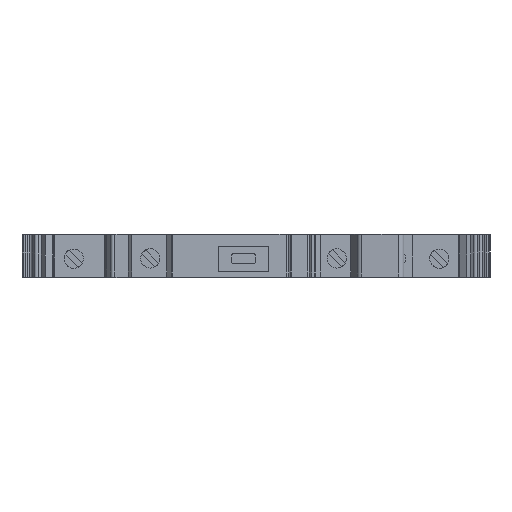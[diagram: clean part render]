
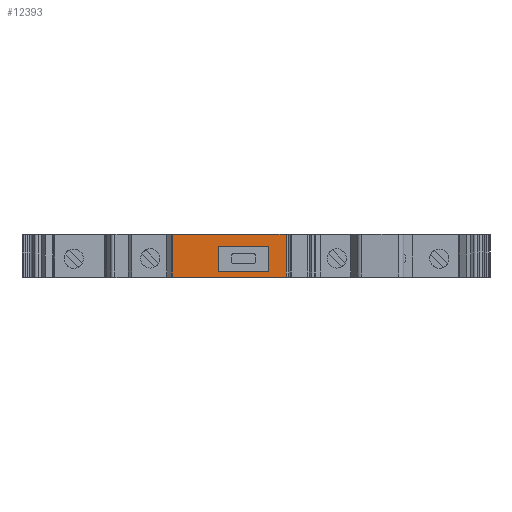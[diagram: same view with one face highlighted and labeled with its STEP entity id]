
A CAD part, top view. The second image highlights one B-rep face of the part: STEP entity #12393.
In plain terms, the highlighted planar face has unit normal (0, 0, 1).
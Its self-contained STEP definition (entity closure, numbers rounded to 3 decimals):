
#12 = DIRECTION ( 'NONE',  ( 0., 1., 0. ) ) ;
#219 = VECTOR ( 'NONE', #6659, 1000. ) ;
#382 = DIRECTION ( 'NONE',  ( 0., 0., 1. ) ) ;
#464 = ORIENTED_EDGE ( 'NONE', *, *, #15044, .T. ) ;
#562 = FACE_BOUND ( 'NONE', #30374, .T. ) ;
#1566 = CARTESIAN_POINT ( 'NONE',  ( -12.677, 1.1, 57.925 ) ) ;
#2851 = DIRECTION ( 'NONE',  ( -1., 0., 0. ) ) ;
#3029 = LINE ( 'NONE', #26484, #22865 ) ;
#3269 = VERTEX_POINT ( 'NONE', #5757 ) ;
#3606 = CARTESIAN_POINT ( 'NONE',  ( -22.201, 5.8, 57.925 ) ) ;
#3869 = CARTESIAN_POINT ( 'NONE',  ( -9.476, 0., 57.925 ) ) ;
#4117 = DIRECTION ( 'NONE',  ( 0., -1., 0. ) ) ;
#4262 = EDGE_CURVE ( 'NONE', #12222, #31536, #12367, .T. ) ;
#4450 = CARTESIAN_POINT ( 'NONE',  ( -12.677, 5.8, 57.925 ) ) ;
#4679 = ORIENTED_EDGE ( 'NONE', *, *, #19752, .F. ) ;
#5322 = VERTEX_POINT ( 'NONE', #11951 ) ;
#5757 = CARTESIAN_POINT ( 'NONE',  ( -30.801, 0., 57.924 ) ) ;
#6141 = PLANE ( 'NONE',  #15254 ) ;
#6659 = DIRECTION ( 'NONE',  ( 0., -1., 0. ) ) ;
#7666 = VERTEX_POINT ( 'NONE', #3869 ) ;
#8085 = ORIENTED_EDGE ( 'NONE', *, *, #18296, .T. ) ;
#8811 = CARTESIAN_POINT ( 'NONE',  ( -30.321, 8., 57.924 ) ) ;
#8931 = CARTESIAN_POINT ( 'NONE',  ( -4.556, 8., 57.925 ) ) ;
#9650 = CARTESIAN_POINT ( 'NONE',  ( -12.677, 5.8, 57.925 ) ) ;
#10810 = CARTESIAN_POINT ( 'NONE',  ( -22.201, 1.1, 57.925 ) ) ;
#11210 = ORIENTED_EDGE ( 'NONE', *, *, #4262, .T. ) ;
#11600 = VECTOR ( 'NONE', #4117, 1000. ) ;
#11951 = CARTESIAN_POINT ( 'NONE',  ( -12.677, 1.1, 57.925 ) ) ;
#11985 = ORIENTED_EDGE ( 'NONE', *, *, #31313, .T. ) ;
#12222 = VERTEX_POINT ( 'NONE', #16687 ) ;
#12367 = LINE ( 'NONE', #8931, #24423 ) ;
#12393 = ADVANCED_FACE ( 'NONE', ( #14742, #562 ), #6141, .T. ) ;
#12396 = CARTESIAN_POINT ( 'NONE',  ( -9.476, 12.998, 57.925 ) ) ;
#12709 = EDGE_LOOP ( 'NONE', ( #36593, #4679, #11210, #464 ) ) ;
#14742 = FACE_OUTER_BOUND ( 'NONE', #12709, .T. ) ;
#15044 = EDGE_CURVE ( 'NONE', #31536, #3269, #21068, .T. ) ;
#15254 = AXIS2_PLACEMENT_3D ( 'NONE', #8811, #382, #12 ) ;
#15978 = VECTOR ( 'NONE', #26308, 1000. ) ;
#16687 = CARTESIAN_POINT ( 'NONE',  ( -9.476, 8., 57.925 ) ) ;
#16952 = VERTEX_POINT ( 'NONE', #22133 ) ;
#17238 = VECTOR ( 'NONE', #22427, 1000. ) ;
#18149 = VECTOR ( 'NONE', #18595, 1000. ) ;
#18296 = EDGE_CURVE ( 'NONE', #28269, #5322, #18669, .T. ) ;
#18595 = DIRECTION ( 'NONE',  ( 0., -1., 0. ) ) ;
#18669 = LINE ( 'NONE', #30247, #11600 ) ;
#19752 = EDGE_CURVE ( 'NONE', #12222, #7666, #23691, .T. ) ;
#20195 = VERTEX_POINT ( 'NONE', #10810 ) ;
#20875 = CARTESIAN_POINT ( 'NONE',  ( -30.801, 8., 57.924 ) ) ;
#21068 = LINE ( 'NONE', #23917, #18149 ) ;
#22027 = DIRECTION ( 'NONE',  ( -1., 0., 0. ) ) ;
#22133 = CARTESIAN_POINT ( 'NONE',  ( -22.201, 5.8, 57.925 ) ) ;
#22427 = DIRECTION ( 'NONE',  ( 1., 0., 0. ) ) ;
#22865 = VECTOR ( 'NONE', #2851, 1000. ) ;
#23666 = DIRECTION ( 'NONE',  ( -1., 0., 0. ) ) ;
#23691 = LINE ( 'NONE', #12396, #219 ) ;
#23917 = CARTESIAN_POINT ( 'NONE',  ( -30.801, 8., 57.924 ) ) ;
#24423 = VECTOR ( 'NONE', #23666, 1000. ) ;
#26308 = DIRECTION ( 'NONE',  ( 0., 1., 0. ) ) ;
#26484 = CARTESIAN_POINT ( 'NONE',  ( -30.321, 0., 57.924 ) ) ;
#27829 = EDGE_CURVE ( 'NONE', #7666, #3269, #3029, .T. ) ;
#27921 = LINE ( 'NONE', #1566, #35761 ) ;
#28269 = VERTEX_POINT ( 'NONE', #9650 ) ;
#29956 = ORIENTED_EDGE ( 'NONE', *, *, #36927, .T. ) ;
#30247 = CARTESIAN_POINT ( 'NONE',  ( -12.677, 5.8, 57.925 ) ) ;
#30374 = EDGE_LOOP ( 'NONE', ( #11985, #8085, #29956, #31621 ) ) ;
#31000 = EDGE_CURVE ( 'NONE', #20195, #16952, #32609, .T. ) ;
#31313 = EDGE_CURVE ( 'NONE', #16952, #28269, #36869, .T. ) ;
#31536 = VERTEX_POINT ( 'NONE', #20875 ) ;
#31621 = ORIENTED_EDGE ( 'NONE', *, *, #31000, .T. ) ;
#32609 = LINE ( 'NONE', #3606, #15978 ) ;
#35761 = VECTOR ( 'NONE', #22027, 1000. ) ;
#36593 = ORIENTED_EDGE ( 'NONE', *, *, #27829, .F. ) ;
#36869 = LINE ( 'NONE', #4450, #17238 ) ;
#36927 = EDGE_CURVE ( 'NONE', #5322, #20195, #27921, .T. ) ;
